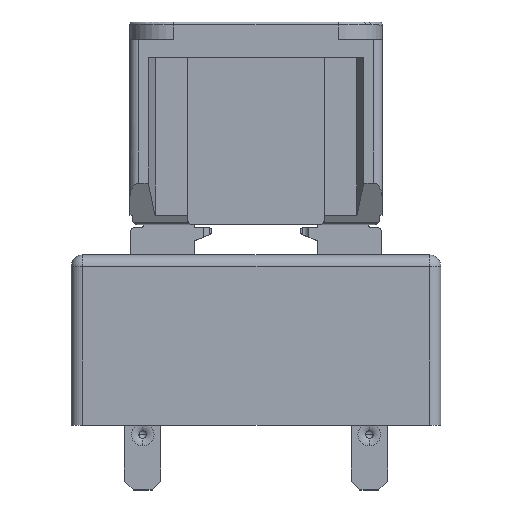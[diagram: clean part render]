
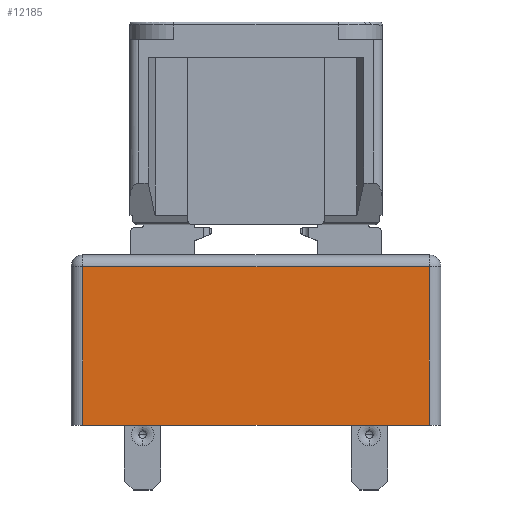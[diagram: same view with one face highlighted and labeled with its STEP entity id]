
A CAD part, top view. The second image highlights one B-rep face of the part: STEP entity #12185.
In plain terms, the highlighted planar face has unit normal (0, 0, 1).
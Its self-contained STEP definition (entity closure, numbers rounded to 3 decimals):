
#190 = CARTESIAN_POINT ( 'NONE',  ( 8.593, 2.357, 3.686 ) ) ;
#563 = EDGE_CURVE ( 'NONE', #3317, #7789, #10709, .T. ) ;
#1115 = CARTESIAN_POINT ( 'NONE',  ( -6.393, 1.849, 3.686 ) ) ;
#1584 = DIRECTION ( 'NONE',  ( 1., 0., 0. ) ) ;
#1639 = ORIENTED_EDGE ( 'NONE', *, *, #5783, .F. ) ;
#2229 = LINE ( 'NONE', #7289, #7708 ) ;
#2368 = LINE ( 'NONE', #4384, #8820 ) ;
#2399 = CARTESIAN_POINT ( 'NONE',  ( -6.393, 1.849, 3.686 ) ) ;
#2843 = CARTESIAN_POINT ( 'NONE',  ( 8.593, 1.849, 3.686 ) ) ;
#3317 = VERTEX_POINT ( 'NONE', #3647 ) ;
#3452 = VECTOR ( 'NONE', #1584, 1000. ) ;
#3466 = EDGE_CURVE ( 'NONE', #10742, #4352, #9305, .T. ) ;
#3647 = CARTESIAN_POINT ( 'NONE',  ( -6.393, -5.009, 3.686 ) ) ;
#4243 = FACE_OUTER_BOUND ( 'NONE', #7745, .T. ) ;
#4322 = ORIENTED_EDGE ( 'NONE', *, *, #3466, .T. ) ;
#4352 = VERTEX_POINT ( 'NONE', #2399 ) ;
#4384 = CARTESIAN_POINT ( 'NONE',  ( -6.393, 2.357, 3.686 ) ) ;
#5169 = DIRECTION ( 'NONE',  ( -1., 0., 0. ) ) ;
#5783 = EDGE_CURVE ( 'NONE', #10742, #7789, #2229, .T. ) ;
#6423 = DIRECTION ( 'NONE',  ( 0., -1., 0. ) ) ;
#6452 = AXIS2_PLACEMENT_3D ( 'NONE', #190, #8994, #7002 ) ;
#6518 = EDGE_CURVE ( 'NONE', #4352, #3317, #2368, .T. ) ;
#6642 = CARTESIAN_POINT ( 'NONE',  ( 8.593, -5.009, 3.686 ) ) ;
#6976 = ORIENTED_EDGE ( 'NONE', *, *, #6518, .T. ) ;
#7002 = DIRECTION ( 'NONE',  ( 0., -1., 0. ) ) ;
#7289 = CARTESIAN_POINT ( 'NONE',  ( 8.593, 2.357, 3.686 ) ) ;
#7708 = VECTOR ( 'NONE', #6423, 1000. ) ;
#7745 = EDGE_LOOP ( 'NONE', ( #1639, #4322, #6976, #12202 ) ) ;
#7789 = VERTEX_POINT ( 'NONE', #8339 ) ;
#8339 = CARTESIAN_POINT ( 'NONE',  ( 8.593, -5.009, 3.686 ) ) ;
#8820 = VECTOR ( 'NONE', #9369, 1000. ) ;
#8994 = DIRECTION ( 'NONE',  ( 0., 0., -1. ) ) ;
#9305 = LINE ( 'NONE', #1115, #9310 ) ;
#9310 = VECTOR ( 'NONE', #5169, 1000. ) ;
#9369 = DIRECTION ( 'NONE',  ( 0., -1., 0. ) ) ;
#10490 = PLANE ( 'NONE',  #6452 ) ;
#10709 = LINE ( 'NONE', #6642, #3452 ) ;
#10742 = VERTEX_POINT ( 'NONE', #2843 ) ;
#12185 = ADVANCED_FACE ( 'NONE', ( #4243 ), #10490, .F. ) ;
#12202 = ORIENTED_EDGE ( 'NONE', *, *, #563, .T. ) ;
